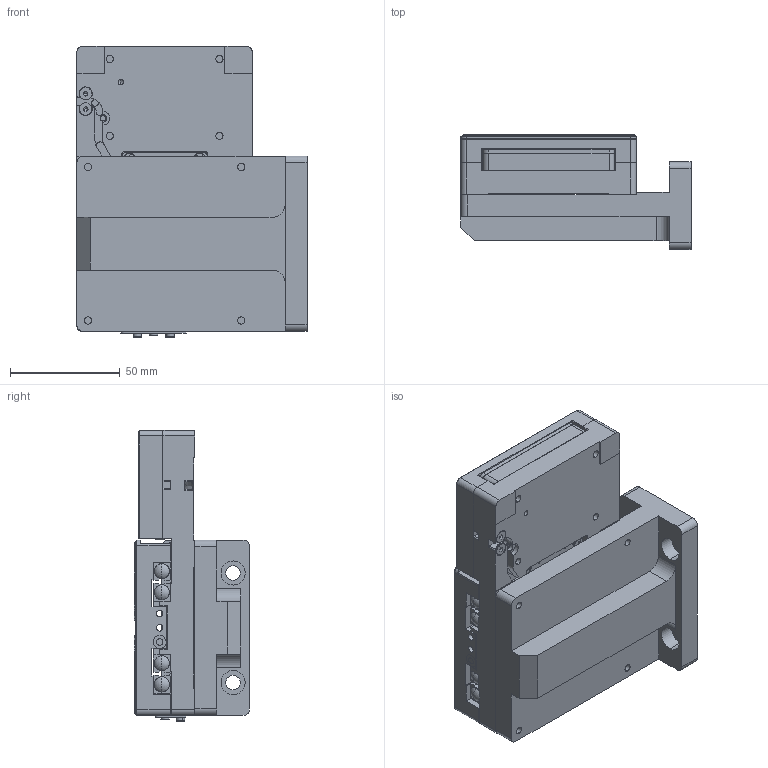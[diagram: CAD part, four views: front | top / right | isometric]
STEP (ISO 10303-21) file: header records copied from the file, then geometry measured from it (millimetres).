
FILE_DESCRIPTION (( 'STEP AP203' ), '1' );
FILE_NAME ('2.STEP', '2025-07-22T07:46:54', ( '' ), ( '' ), 'SwSTEP 2.0', 'SolidWorks 2020', '' );
FILE_SCHEMA (( 'CONFIG_CONTROL_DESIGN' ));
Products named in the file (3): 526962; 80; 2
Assembly tree (2 placements, depth 2):
  2
    526962
    80
Bounding box: 105 x 52.5 x 132.84 mm (x, y, z)
Volume: 375358.8 mm3; surface area: 124499.6 mm2
Topology: 41 solids, 41 shells, 1845 faces, 4591 edges, 2864 vertices
Faces by surface type: plane 904, cylinder 628, cone 187, torus 92, bspline 34
Entity records: 63058 total; most frequent: CARTESIAN_POINT 18699, DIRECTION 9244, ORIENTED_EDGE 9000, EDGE_CURVE 4500, AXIS2_PLACEMENT_3D 3293, VERTEX_POINT 2864, LINE 2658, VECTOR 2658
